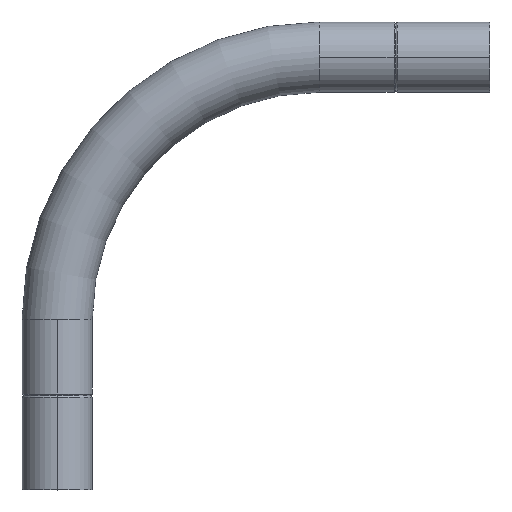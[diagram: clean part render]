
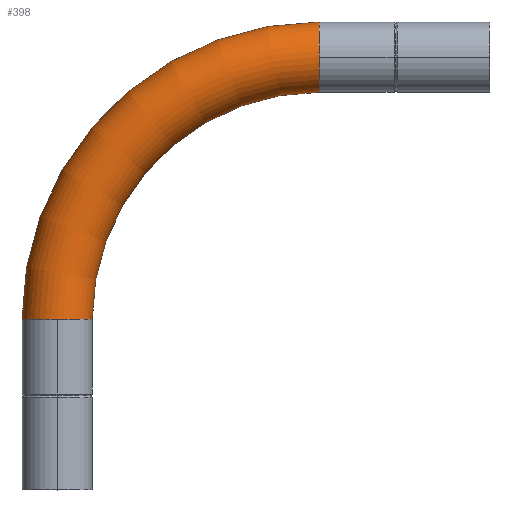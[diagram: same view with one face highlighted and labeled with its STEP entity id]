
A CAD part, top view. The second image highlights one B-rep face of the part: STEP entity #398.
In plain terms, the highlighted toroidal (fillet/blend) face has major radius 250 mm and minor radius 33.5 mm.
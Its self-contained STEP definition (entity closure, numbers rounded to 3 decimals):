
#4 = AXIS2_PLACEMENT_3D ( 'NONE', #959, #965, #971 ) ;
#15 = AXIS2_PLACEMENT_3D ( 'NONE', #1047, #84, #91 ) ;
#24 = ORIENTED_EDGE ( 'NONE', *, *, #601, .T. ) ;
#31 = EDGE_CURVE ( 'NONE', #224, #675, #1027, .T. ) ;
#65 = DIRECTION ( 'NONE',  ( 0., 0., 1. ) ) ;
#81 = CARTESIAN_POINT ( 'NONE',  ( 0., 216.5, 0. ) ) ;
#84 = DIRECTION ( 'NONE',  ( 0., 0., -1. ) ) ;
#85 = AXIS2_PLACEMENT_3D ( 'NONE', #791, #406, #65 ) ;
#86 = CARTESIAN_POINT ( 'NONE',  ( 0., 0., 0. ) ) ;
#91 = DIRECTION ( 'NONE',  ( -1., 0., 0. ) ) ;
#107 = VERTEX_POINT ( 'NONE', #572 ) ;
#114 = EDGE_CURVE ( 'NONE', #107, #727, #833, .T. ) ;
#158 = FACE_OUTER_BOUND ( 'NONE', #231, .T. ) ;
#189 = DIRECTION ( 'NONE',  ( 0., 0., 1. ) ) ;
#207 = CIRCLE ( 'NONE', #85, 33.5 ) ;
#224 = VERTEX_POINT ( 'NONE', #870 ) ;
#226 = EDGE_CURVE ( 'NONE', #830, #479, #932, .T. ) ;
#230 = CARTESIAN_POINT ( 'NONE',  ( 0., 250., 33.5 ) ) ;
#231 = EDGE_LOOP ( 'NONE', ( #1088, #754, #813, #362, #24, #625 ) ) ;
#274 = TOROIDAL_SURFACE ( 'NONE', #368, 250., 33.5 ) ;
#325 = AXIS2_PLACEMENT_3D ( 'NONE', #1095, #489, #1005 ) ;
#362 = ORIENTED_EDGE ( 'NONE', *, *, #31, .T. ) ;
#365 = EDGE_CURVE ( 'NONE', #224, #107, #207, .T. ) ;
#368 = AXIS2_PLACEMENT_3D ( 'NONE', #86, #770, #436 ) ;
#372 = CARTESIAN_POINT ( 'NONE',  ( -283.5, 0., 0. ) ) ;
#378 = DIRECTION ( 'NONE',  ( -1., 0., 0. ) ) ;
#398 = ADVANCED_FACE ( 'NONE', ( #158 ), #274, .T. ) ;
#406 = DIRECTION ( 'NONE',  ( 0., -1., 0. ) ) ;
#436 = DIRECTION ( 'NONE',  ( -1., 0., 0. ) ) ;
#457 = CARTESIAN_POINT ( 'NONE',  ( 0., 250., 0. ) ) ;
#479 = VERTEX_POINT ( 'NONE', #777 ) ;
#489 = DIRECTION ( 'NONE',  ( 0., -1., 0. ) ) ;
#572 = CARTESIAN_POINT ( 'NONE',  ( -250., 0., 33.5 ) ) ;
#601 = EDGE_CURVE ( 'NONE', #675, #830, #858, .T. ) ;
#625 = ORIENTED_EDGE ( 'NONE', *, *, #226, .T. ) ;
#675 = VERTEX_POINT ( 'NONE', #81 ) ;
#727 = VERTEX_POINT ( 'NONE', #372 ) ;
#754 = ORIENTED_EDGE ( 'NONE', *, *, #114, .F. ) ;
#770 = DIRECTION ( 'NONE',  ( 0., 0., -1. ) ) ;
#777 = CARTESIAN_POINT ( 'NONE',  ( 0., 283.5, 0. ) ) ;
#779 = AXIS2_PLACEMENT_3D ( 'NONE', #457, #1064, #189 ) ;
#791 = CARTESIAN_POINT ( 'NONE',  ( -250., 0., 0. ) ) ;
#813 = ORIENTED_EDGE ( 'NONE', *, *, #365, .F. ) ;
#830 = VERTEX_POINT ( 'NONE', #230 ) ;
#833 = CIRCLE ( 'NONE', #325, 33.5 ) ;
#858 = CIRCLE ( 'NONE', #4, 33.5 ) ;
#865 = DIRECTION ( 'NONE',  ( 0., 0., -1. ) ) ;
#870 = CARTESIAN_POINT ( 'NONE',  ( -216.5, 0., 0. ) ) ;
#932 = CIRCLE ( 'NONE', #779, 33.5 ) ;
#952 = EDGE_CURVE ( 'NONE', #727, #479, #1029, .T. ) ;
#959 = CARTESIAN_POINT ( 'NONE',  ( 0., 250., 0. ) ) ;
#965 = DIRECTION ( 'NONE',  ( -1., 0., 0. ) ) ;
#971 = DIRECTION ( 'NONE',  ( 0., 0., 1. ) ) ;
#974 = CARTESIAN_POINT ( 'NONE',  ( 0., 0., 0. ) ) ;
#1005 = DIRECTION ( 'NONE',  ( 0., 0., 1. ) ) ;
#1027 = CIRCLE ( 'NONE', #1105, 216.5 ) ;
#1029 = CIRCLE ( 'NONE', #15, 283.5 ) ;
#1047 = CARTESIAN_POINT ( 'NONE',  ( 0., 0., 0. ) ) ;
#1064 = DIRECTION ( 'NONE',  ( -1., 0., 0. ) ) ;
#1088 = ORIENTED_EDGE ( 'NONE', *, *, #952, .F. ) ;
#1095 = CARTESIAN_POINT ( 'NONE',  ( -250., 0., 0. ) ) ;
#1105 = AXIS2_PLACEMENT_3D ( 'NONE', #974, #865, #378 ) ;
